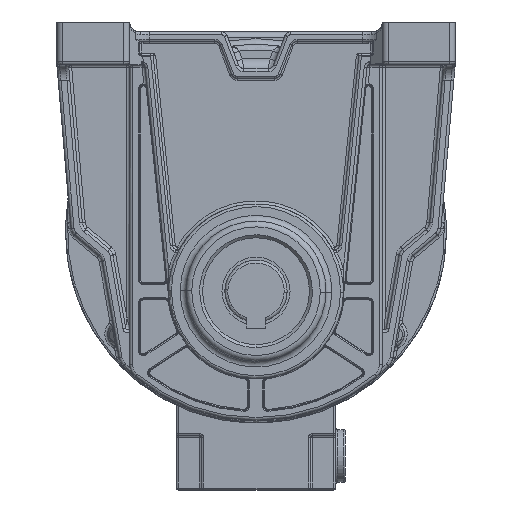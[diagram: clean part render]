
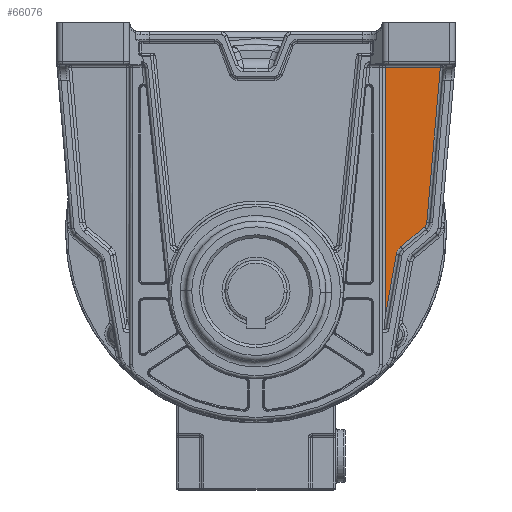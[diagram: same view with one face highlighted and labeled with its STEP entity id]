
A CAD part, left-side view. The second image highlights one B-rep face of the part: STEP entity #66076.
In plain terms, the highlighted planar face has unit normal (-1, 0, 0).
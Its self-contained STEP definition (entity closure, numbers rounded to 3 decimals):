
#86 = VERTEX_POINT ( 'NONE', #26779 ) ;
#144 = ORIENTED_EDGE ( 'NONE', *, *, #21383, .F. ) ;
#3454 = CARTESIAN_POINT ( 'NONE',  ( 18., 0., 0. ) ) ;
#4743 = ORIENTED_EDGE ( 'NONE', *, *, #60242, .F. ) ;
#8632 = LINE ( 'NONE', #65657, #16683 ) ;
#9955 = EDGE_LOOP ( 'NONE', ( #82681, #144, #112908, #4743, #91008, #108991, #54619 ) ) ;
#11338 = LINE ( 'NONE', #91610, #95284 ) ;
#16683 = VECTOR ( 'NONE', #74507, 1000. ) ;
#17597 = EDGE_CURVE ( 'NONE', #86, #93272, #20422, .T. ) ;
#18186 = CARTESIAN_POINT ( 'NONE',  ( 18., -94.84, 84.8 ) ) ;
#19921 = EDGE_CURVE ( 'NONE', #104351, #65651, #8632, .T. ) ;
#20422 = CIRCLE ( 'NONE', #61822, 6.5 ) ;
#21148 = DIRECTION ( 'NONE',  ( 1., 0., 0. ) ) ;
#21383 = EDGE_CURVE ( 'NONE', #93272, #61147, #58738, .T. ) ;
#22867 = FACE_OUTER_BOUND ( 'NONE', #9955, .T. ) ;
#23237 = EDGE_CURVE ( 'NONE', #104351, #102063, #11338, .T. ) ;
#23775 = AXIS2_PLACEMENT_3D ( 'NONE', #50077, #94950, #29071 ) ;
#26779 = CARTESIAN_POINT ( 'NONE',  ( 18., -74.389, -7.462 ) ) ;
#29071 = DIRECTION ( 'NONE',  ( 0., -0.996, -0.087 ) ) ;
#29866 = CARTESIAN_POINT ( 'NONE',  ( 18., -66.5, 84.8 ) ) ;
#34122 = CARTESIAN_POINT ( 'NONE',  ( 18., -66.5, 84.8 ) ) ;
#36126 = CARTESIAN_POINT ( 'NONE',  ( 18., -78.567, -12.441 ) ) ;
#38579 = DIRECTION ( 'NONE',  ( 0., 0.766, -0.643 ) ) ;
#39161 = CARTESIAN_POINT ( 'NONE',  ( 18., -86.638, 2.817 ) ) ;
#44754 = DIRECTION ( 'NONE',  ( 0., 0., -1. ) ) ;
#45329 = CARTESIAN_POINT ( 'NONE',  ( 18., -86.638, 2.817 ) ) ;
#46420 = CARTESIAN_POINT ( 'NONE',  ( 18., -66.5, -43.446 ) ) ;
#47362 = CARTESIAN_POINT ( 'NONE',  ( 18., -72.166, -11.312 ) ) ;
#47404 = LINE ( 'NONE', #39161, #99810 ) ;
#50077 = CARTESIAN_POINT ( 'NONE',  ( 18., -84.389, 5.498 ) ) ;
#54619 = ORIENTED_EDGE ( 'NONE', *, *, #19921, .T. ) ;
#54990 = DIRECTION ( 'NONE',  ( 0., 0.087, -0.996 ) ) ;
#58738 = LINE ( 'NONE', #59331, #66656 ) ;
#59331 = CARTESIAN_POINT ( 'NONE',  ( 18., -72.166, -11.312 ) ) ;
#60242 = EDGE_CURVE ( 'NONE', #108137, #86, #47404, .T. ) ;
#60938 = DIRECTION ( 'NONE',  ( 0., 0.643, 0.766 ) ) ;
#61147 = VERTEX_POINT ( 'NONE', #46420 ) ;
#61822 = AXIS2_PLACEMENT_3D ( 'NONE', #36126, #72133, #60938 ) ;
#61975 = VECTOR ( 'NONE', #44754, 1000. ) ;
#63332 = CARTESIAN_POINT ( 'NONE',  ( 18., -87.875, 5.193 ) ) ;
#65651 = VERTEX_POINT ( 'NONE', #29866 ) ;
#65657 = CARTESIAN_POINT ( 'NONE',  ( 18., -94.84, 84.8 ) ) ;
#66076 = ADVANCED_FACE ( 'NONE', ( #22867 ), #76565, .F. ) ;
#66656 = VECTOR ( 'NONE', #95338, 1000. ) ;
#72133 = DIRECTION ( 'NONE',  ( -1., 0., 0. ) ) ;
#74507 = DIRECTION ( 'NONE',  ( 0., 1., 0. ) ) ;
#76565 = PLANE ( 'NONE',  #95178 ) ;
#82681 = ORIENTED_EDGE ( 'NONE', *, *, #91245, .T. ) ;
#91008 = ORIENTED_EDGE ( 'NONE', *, *, #110438, .F. ) ;
#91245 = EDGE_CURVE ( 'NONE', #65651, #61147, #97862, .T. ) ;
#91610 = CARTESIAN_POINT ( 'NONE',  ( 18., -94.84, 84.8 ) ) ;
#93272 = VERTEX_POINT ( 'NONE', #47362 ) ;
#94950 = DIRECTION ( 'NONE',  ( 1., 0., 0. ) ) ;
#95178 = AXIS2_PLACEMENT_3D ( 'NONE', #3454, #21148, #110857 ) ;
#95284 = VECTOR ( 'NONE', #54990, 1000. ) ;
#95338 = DIRECTION ( 'NONE',  ( 0., 0.174, -0.985 ) ) ;
#97862 = LINE ( 'NONE', #34122, #61975 ) ;
#99810 = VECTOR ( 'NONE', #38579, 1000. ) ;
#102063 = VERTEX_POINT ( 'NONE', #63332 ) ;
#104351 = VERTEX_POINT ( 'NONE', #18186 ) ;
#106661 = CIRCLE ( 'NONE', #23775, 3.5 ) ;
#108137 = VERTEX_POINT ( 'NONE', #45329 ) ;
#108991 = ORIENTED_EDGE ( 'NONE', *, *, #23237, .F. ) ;
#110438 = EDGE_CURVE ( 'NONE', #102063, #108137, #106661, .T. ) ;
#110857 = DIRECTION ( 'NONE',  ( 0., 1., 0. ) ) ;
#112908 = ORIENTED_EDGE ( 'NONE', *, *, #17597, .F. ) ;
